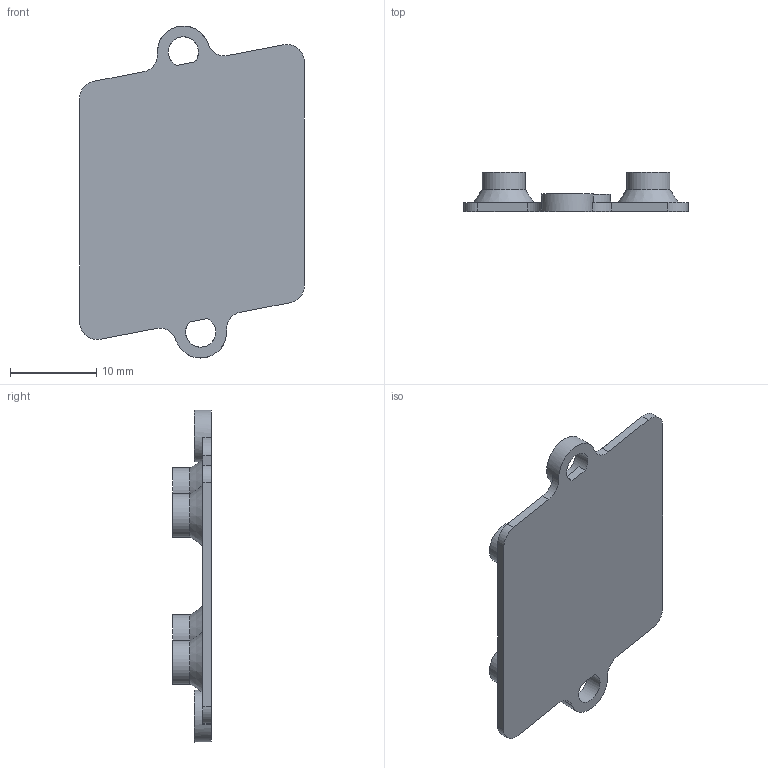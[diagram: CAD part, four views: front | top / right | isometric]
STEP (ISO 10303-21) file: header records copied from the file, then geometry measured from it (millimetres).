
FILE_DESCRIPTION(/* description */ (''),/* implementation_level */ '2;1');
FILE_NAME(/* name */ 'Membrane - Boutons.stp',/* time_stamp */ '2019-04-25T14:36:45+02:00',/* author */ ('dimercur'),/* organization */ (''),/* preprocessor_version */ 'ST-DEVELOPER v17',/* originating_system */ 'Autodesk Inventor 2019',/* authorisation */ '');
FILE_SCHEMA (('AUTOMOTIVE_DESIGN { 1 0 10303 214 3 1 1 }'));
Length unit declared in the file: millimetre
Products named in the file (1): Membrane - Boutons
Bounding box: 26 x 4.5 x 38.44 mm (x, y, z)
Volume: 1171.8 mm3; surface area: 1998.2 mm2
Topology: 1 solids, 1 shells, 38 faces, 92 edges, 60 vertices
Faces by surface type: plane 18, cylinder 16, cone 4
Full cylindrical faces by diameter (mm): 3.5 x2, 5 x4, 6 x2
Entity records: 1175 total; most frequent: DIRECTION 214, CARTESIAN_POINT 191, ORIENTED_EDGE 184, EDGE_CURVE 92, AXIS2_PLACEMENT_3D 83, VERTEX_POINT 60, LINE 48, VECTOR 48
